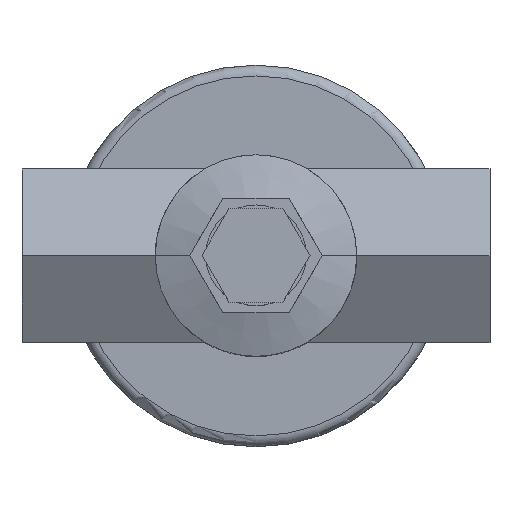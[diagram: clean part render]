
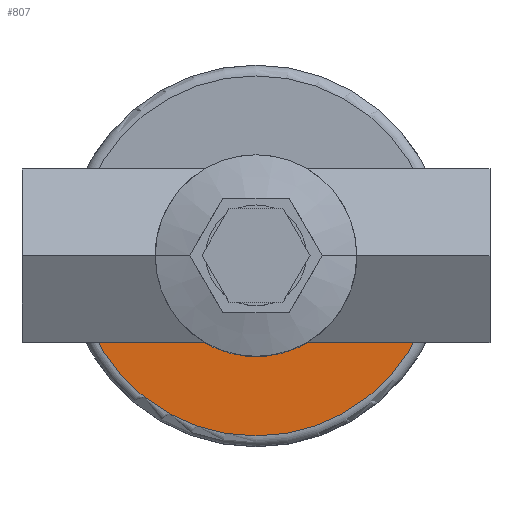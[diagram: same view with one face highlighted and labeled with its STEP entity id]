
A CAD part, top view. The second image highlights one B-rep face of the part: STEP entity #807.
In plain terms, the highlighted planar face has unit normal (0, 0, 1).
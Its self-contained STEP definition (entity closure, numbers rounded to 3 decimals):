
#649=VERTEX_POINT('',#1876);
#807=ADVANCED_FACE('',(#2049),#2050,.T.);
#1213=VERTEX_POINT('',#2502);
#1297=VERTEX_POINT('',#2593);
#1363=EDGE_CURVE('',#649,#1213,#2663,.T.);
#1479=EDGE_CURVE('',#1297,#1615,#2792,.T.);
#1615=VERTEX_POINT('',#2941);
#1785=EDGE_CURVE('',#1615,#649,#3128,.T.);
#1791=EDGE_CURVE('',#1297,#1213,#3134,.T.);
#1876=CARTESIAN_POINT('',(-13.913,-1.559,-13.0));
#2049=FACE_OUTER_BOUND('',#3541,.T.);
#2050=PLANE('',#3542);
#2502=CARTESIAN_POINT('',(-24.951,-1.559,-13.0));
#2593=CARTESIAN_POINT('',(24.951,-1.559,-13.0));
#2663=LINE('',#4400,#4401);
#2792=LINE('',#4609,#4610);
#2941=CARTESIAN_POINT('',(13.913,-1.559,-13.0));
#3128=CIRCLE('',#5087,14.0);
#3134=CIRCLE('',#5095,25.0);
#3541=EDGE_LOOP('',(#5402,#5403,#5404,#5405));
#3542=AXIS2_PLACEMENT_3D('',#5406,#5407,#5408);
#4400=CARTESIAN_POINT('',(0.0,-1.559,-13.0));
#4401=VECTOR('',#6164,1.0);
#4609=CARTESIAN_POINT('',(0.0,-1.559,-13.0));
#4610=VECTOR('',#6315,1.0);
#5087=AXIS2_PLACEMENT_3D('',#6707,#6708,#6709);
#5095=AXIS2_PLACEMENT_3D('',#6713,#6714,#6715);
#5402=ORIENTED_EDGE('',*,*,#1479,.T.);
#5403=ORIENTED_EDGE('',*,*,#1785,.T.);
#5404=ORIENTED_EDGE('',*,*,#1363,.T.);
#5405=ORIENTED_EDGE('',*,*,#1791,.F.);
#5406=CARTESIAN_POINT('',(0.0,0.0,-13.0));
#5407=DIRECTION('',(0.0,0.0,1.0));
#5408=DIRECTION('',(1.0,0.0,0.0));
#6164=DIRECTION('',(-1.0,0.0,0.0));
#6315=DIRECTION('',(-1.0,0.0,0.0));
#6707=CARTESIAN_POINT('',(0.0,0.0,-13.0));
#6708=DIRECTION('',(0.0,0.0,-1.0));
#6709=DIRECTION('',(-1.0,0.0,0.0));
#6713=CARTESIAN_POINT('',(0.0,0.0,-13.0));
#6714=DIRECTION('',(0.0,0.0,-1.0));
#6715=DIRECTION('',(-1.0,0.0,0.0));
